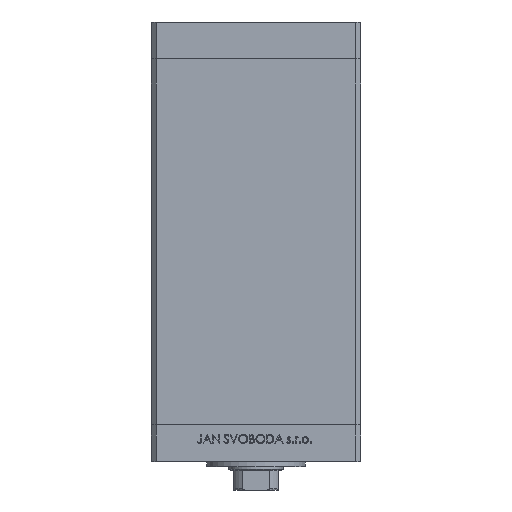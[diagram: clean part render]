
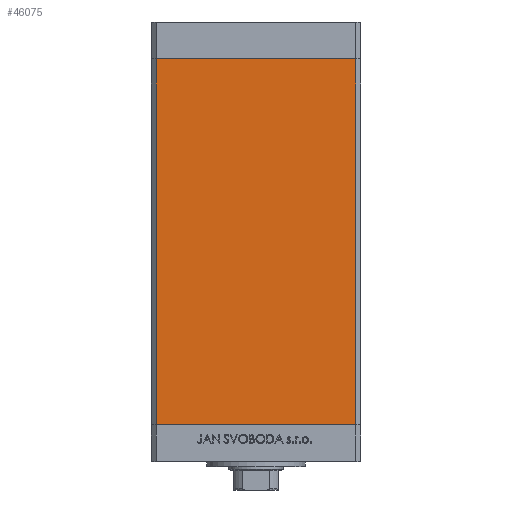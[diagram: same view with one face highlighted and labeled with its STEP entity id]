
A CAD part, front view. The second image highlights one B-rep face of the part: STEP entity #46075.
In plain terms, the highlighted planar face has unit normal (0, -1, 0).
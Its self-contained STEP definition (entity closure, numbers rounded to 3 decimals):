
#536 = CARTESIAN_POINT ( 'NONE',  ( -40.5, -37.5, 148.5 ) ) ;
#2795 = LINE ( 'NONE', #25300, #17720 ) ;
#5751 = AXIS2_PLACEMENT_3D ( 'NONE', #47112, #12967, #39422 ) ;
#5778 = FACE_OUTER_BOUND ( 'NONE', #8511, .T. ) ;
#5976 = VERTEX_POINT ( 'NONE', #8556 ) ;
#6314 = CARTESIAN_POINT ( 'NONE',  ( -40.5, -37.5, 0. ) ) ;
#8511 = EDGE_LOOP ( 'NONE', ( #22800, #24747, #21450, #39914 ) ) ;
#8556 = CARTESIAN_POINT ( 'NONE',  ( 40.5, -37.5, 0. ) ) ;
#9074 = LINE ( 'NONE', #9548, #21398 ) ;
#9253 = PLANE ( 'NONE',  #5751 ) ;
#9542 = LINE ( 'NONE', #6314, #33481 ) ;
#9548 = CARTESIAN_POINT ( 'NONE',  ( -40.5, -37.5, 148.5 ) ) ;
#12967 = DIRECTION ( 'NONE',  ( 0., 1., 0. ) ) ;
#13028 = DIRECTION ( 'NONE',  ( 0., 0., -1. ) ) ;
#14172 = DIRECTION ( 'NONE',  ( 0., 0., -1. ) ) ;
#14868 = CARTESIAN_POINT ( 'NONE',  ( -40.5, -37.5, 0. ) ) ;
#16959 = DIRECTION ( 'NONE',  ( 1., 0., 0. ) ) ;
#17720 = VECTOR ( 'NONE', #14172, 1000. ) ;
#19654 = CARTESIAN_POINT ( 'NONE',  ( 40.5, -37.5, 148.5 ) ) ;
#21398 = VECTOR ( 'NONE', #13028, 1000. ) ;
#21450 = ORIENTED_EDGE ( 'NONE', *, *, #30294, .F. ) ;
#22742 = VERTEX_POINT ( 'NONE', #14868 ) ;
#22800 = ORIENTED_EDGE ( 'NONE', *, *, #48685, .T. ) ;
#24118 = VECTOR ( 'NONE', #48448, 1000. ) ;
#24747 = ORIENTED_EDGE ( 'NONE', *, *, #28727, .F. ) ;
#25192 = CARTESIAN_POINT ( 'NONE',  ( -40.5, -37.5, 148.5 ) ) ;
#25300 = CARTESIAN_POINT ( 'NONE',  ( 40.5, -37.5, 148.5 ) ) ;
#28727 = EDGE_CURVE ( 'NONE', #34879, #5976, #2795, .T. ) ;
#30294 = EDGE_CURVE ( 'NONE', #32330, #34879, #33100, .T. ) ;
#32330 = VERTEX_POINT ( 'NONE', #536 ) ;
#33100 = LINE ( 'NONE', #25192, #24118 ) ;
#33481 = VECTOR ( 'NONE', #16959, 1000. ) ;
#34879 = VERTEX_POINT ( 'NONE', #19654 ) ;
#39422 = DIRECTION ( 'NONE',  ( 0., 0., 1. ) ) ;
#39914 = ORIENTED_EDGE ( 'NONE', *, *, #42074, .T. ) ;
#42074 = EDGE_CURVE ( 'NONE', #32330, #22742, #9074, .T. ) ;
#46075 = ADVANCED_FACE ( 'NONE', ( #5778 ), #9253, .F. ) ;
#47112 = CARTESIAN_POINT ( 'NONE',  ( -40.5, -37.5, 148.5 ) ) ;
#48448 = DIRECTION ( 'NONE',  ( 1., 0., 0. ) ) ;
#48685 = EDGE_CURVE ( 'NONE', #22742, #5976, #9542, .T. ) ;
